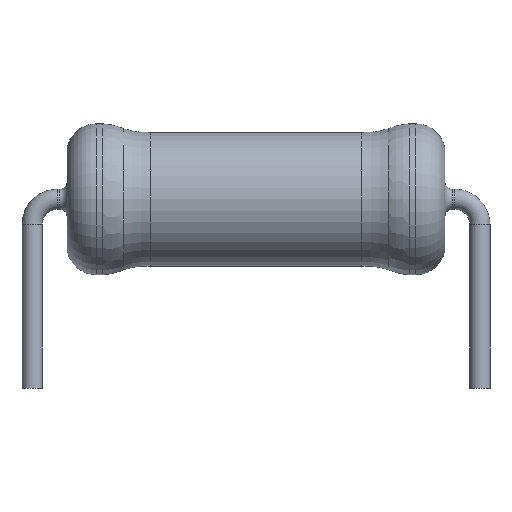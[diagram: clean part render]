
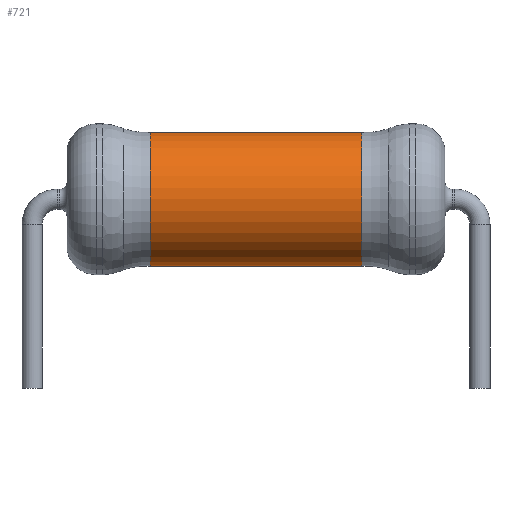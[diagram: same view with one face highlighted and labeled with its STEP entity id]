
A CAD part, top view. The second image highlights one B-rep face of the part: STEP entity #721.
In plain terms, the highlighted cylindrical face has radius 2.651 mm (diameter 5.302 mm), a full revolution.
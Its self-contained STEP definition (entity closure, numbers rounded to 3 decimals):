
#2 = CARTESIAN_POINT ( 'NONE',  ( -4.195, 7.5, 2.651 ) ) ;
#6 = CARTESIAN_POINT ( 'NONE',  ( 4.195, 7.5, 2.651 ) ) ;
#29 = DIRECTION ( 'NONE',  ( 0., 0., 1. ) ) ;
#64 = CIRCLE ( 'NONE', #657, 2.651 ) ;
#93 = CARTESIAN_POINT ( 'NONE',  ( -4.195, 7.5, 0. ) ) ;
#121 = FACE_OUTER_BOUND ( 'NONE', #606, .T. ) ;
#129 = VERTEX_POINT ( 'NONE', #2 ) ;
#173 = EDGE_CURVE ( 'NONE', #129, #129, #675, .T. ) ;
#205 = EDGE_CURVE ( 'NONE', #736, #736, #64, .T. ) ;
#245 = ORIENTED_EDGE ( 'NONE', *, *, #173, .F. ) ;
#254 = DIRECTION ( 'NONE',  ( 0., 0., 1. ) ) ;
#258 = ORIENTED_EDGE ( 'NONE', *, *, #205, .T. ) ;
#294 = EDGE_LOOP ( 'NONE', ( #258 ) ) ;
#316 = CARTESIAN_POINT ( 'NONE',  ( 4.195, 7.5, 0. ) ) ;
#356 = AXIS2_PLACEMENT_3D ( 'NONE', #93, #452, #29 ) ;
#452 = DIRECTION ( 'NONE',  ( -1., 0., 0. ) ) ;
#459 = DIRECTION ( 'NONE',  ( 0., 0., 1. ) ) ;
#521 = CYLINDRICAL_SURFACE ( 'NONE', #523, 2.651 ) ;
#523 = AXIS2_PLACEMENT_3D ( 'NONE', #749, #680, #459 ) ;
#589 = FACE_OUTER_BOUND ( 'NONE', #294, .T. ) ;
#606 = EDGE_LOOP ( 'NONE', ( #245 ) ) ;
#657 = AXIS2_PLACEMENT_3D ( 'NONE', #316, #658, #254 ) ;
#658 = DIRECTION ( 'NONE',  ( -1., 0., 0. ) ) ;
#675 = CIRCLE ( 'NONE', #356, 2.651 ) ;
#680 = DIRECTION ( 'NONE',  ( -1., 0., 0. ) ) ;
#721 = ADVANCED_FACE ( 'NONE', ( #589, #121 ), #521, .T. ) ;
#736 = VERTEX_POINT ( 'NONE', #6 ) ;
#749 = CARTESIAN_POINT ( 'NONE',  ( -7.5, 7.5, 0. ) ) ;
